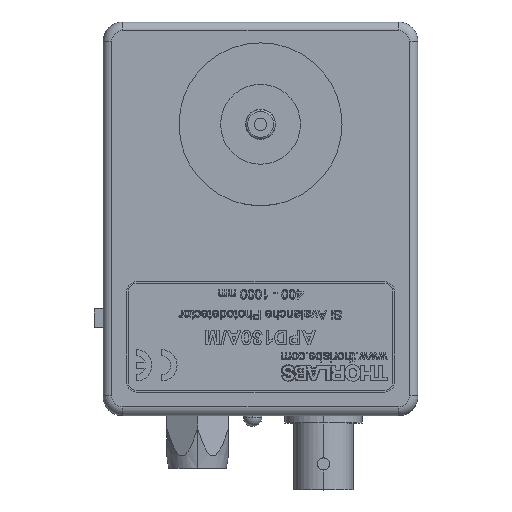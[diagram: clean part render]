
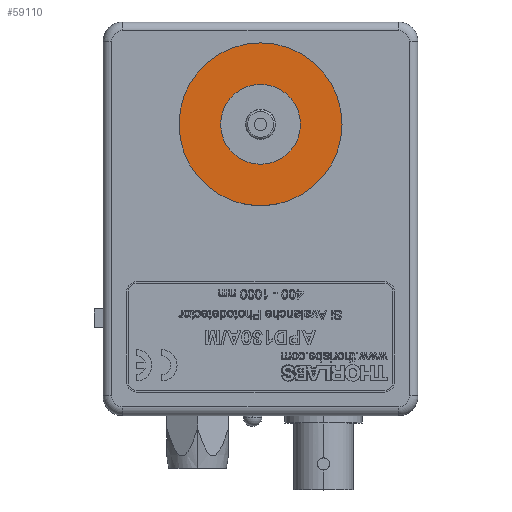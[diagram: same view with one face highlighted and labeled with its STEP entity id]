
A CAD part, top view. The second image highlights one B-rep face of the part: STEP entity #59110.
In plain terms, the highlighted planar face has unit normal (0, 0, 1).
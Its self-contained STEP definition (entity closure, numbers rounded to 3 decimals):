
#867 = ORIENTED_EDGE ( 'NONE', *, *, #6003, .T. ) ;
#1056 = CARTESIAN_POINT ( 'NONE',  ( 38.544, 46.99, 27.432 ) ) ;
#6003 = EDGE_CURVE ( 'NONE', #31517, #89193, #96030, .T. ) ;
#13998 = DIRECTION ( 'NONE',  ( 0., 0., 1. ) ) ;
#20316 = DIRECTION ( 'NONE',  ( 0., 0., 1. ) ) ;
#25841 = PLANE ( 'NONE',  #79359 ) ;
#26209 = CARTESIAN_POINT ( 'NONE',  ( 25.4, 46.99, 27.432 ) ) ;
#29432 = CARTESIAN_POINT ( 'NONE',  ( 31.839, 46.99, 27.432 ) ) ;
#29580 = ORIENTED_EDGE ( 'NONE', *, *, #65852, .T. ) ;
#31517 = VERTEX_POINT ( 'NONE', #1056 ) ;
#31924 = CARTESIAN_POINT ( 'NONE',  ( 12.256, 46.99, 27.432 ) ) ;
#34672 = DIRECTION ( 'NONE',  ( 1., 0., 0. ) ) ;
#36038 = VERTEX_POINT ( 'NONE', #82156 ) ;
#37222 = DIRECTION ( 'NONE',  ( 0., 0., 1. ) ) ;
#38502 = EDGE_LOOP ( 'NONE', ( #29580, #867 ) ) ;
#39076 = EDGE_CURVE ( 'NONE', #57250, #36038, #77037, .T. ) ;
#39645 = CARTESIAN_POINT ( 'NONE',  ( 25.4, 46.99, 27.432 ) ) ;
#47606 = AXIS2_PLACEMENT_3D ( 'NONE', #70452, #20316, #78907 ) ;
#48058 = DIRECTION ( 'NONE',  ( 1., 0., 0. ) ) ;
#57250 = VERTEX_POINT ( 'NONE', #29432 ) ;
#59110 = ADVANCED_FACE ( 'NONE', ( #94711, #72357 ), #25841, .T. ) ;
#62582 = ORIENTED_EDGE ( 'NONE', *, *, #39076, .F. ) ;
#64103 = CARTESIAN_POINT ( 'NONE',  ( 25.4, 46.99, 27.432 ) ) ;
#65852 = EDGE_CURVE ( 'NONE', #89193, #31517, #86358, .T. ) ;
#70452 = CARTESIAN_POINT ( 'NONE',  ( 25.4, 46.99, 27.432 ) ) ;
#72357 = FACE_OUTER_BOUND ( 'NONE', #38502, .T. ) ;
#72558 = DIRECTION ( 'NONE',  ( 1., 0., 0. ) ) ;
#76378 = AXIS2_PLACEMENT_3D ( 'NONE', #39645, #98339, #48058 ) ;
#77037 = CIRCLE ( 'NONE', #47606, 6.439 ) ;
#78907 = DIRECTION ( 'NONE',  ( 1., 0., 0. ) ) ;
#79359 = AXIS2_PLACEMENT_3D ( 'NONE', #26209, #84815, #34672 ) ;
#82156 = CARTESIAN_POINT ( 'NONE',  ( 18.961, 46.99, 27.432 ) ) ;
#84815 = DIRECTION ( 'NONE',  ( 0., 0., 1. ) ) ;
#86358 = CIRCLE ( 'NONE', #101863, 13.144 ) ;
#87427 = CARTESIAN_POINT ( 'NONE',  ( 25.4, 46.99, 27.432 ) ) ;
#89193 = VERTEX_POINT ( 'NONE', #31924 ) ;
#94711 = FACE_BOUND ( 'NONE', #103837, .T. ) ;
#95710 = CIRCLE ( 'NONE', #102065, 6.439 ) ;
#95865 = DIRECTION ( 'NONE',  ( 1., 0., 0. ) ) ;
#96030 = CIRCLE ( 'NONE', #76378, 13.144 ) ;
#98339 = DIRECTION ( 'NONE',  ( 0., 0., 1. ) ) ;
#98864 = ORIENTED_EDGE ( 'NONE', *, *, #101076, .F. ) ;
#101076 = EDGE_CURVE ( 'NONE', #36038, #57250, #95710, .T. ) ;
#101863 = AXIS2_PLACEMENT_3D ( 'NONE', #64103, #13998, #72558 ) ;
#102065 = AXIS2_PLACEMENT_3D ( 'NONE', #87427, #37222, #95865 ) ;
#103837 = EDGE_LOOP ( 'NONE', ( #62582, #98864 ) ) ;
